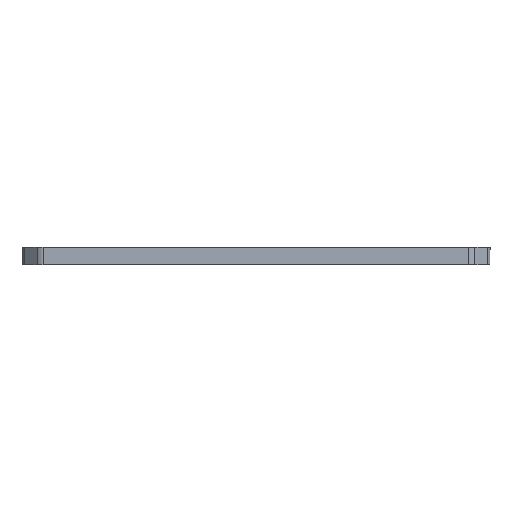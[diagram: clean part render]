
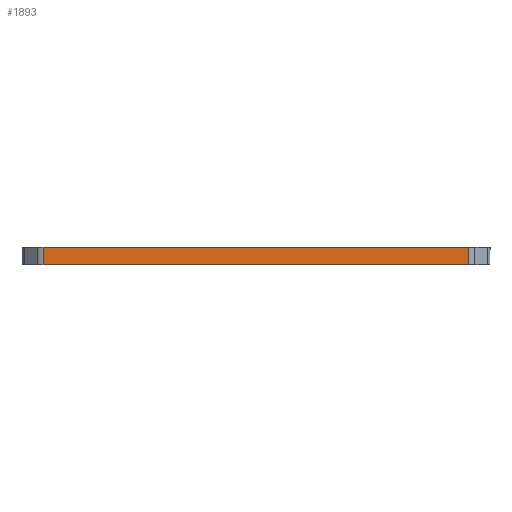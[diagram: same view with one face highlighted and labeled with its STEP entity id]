
A CAD part, left-side view. The second image highlights one B-rep face of the part: STEP entity #1893.
In plain terms, the highlighted planar face has unit normal (-1, 0, 0).
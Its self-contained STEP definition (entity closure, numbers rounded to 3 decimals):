
#54 = FACE_OUTER_BOUND ( 'NONE', #1398, .T. ) ;
#255 = CARTESIAN_POINT ( 'NONE',  ( -30.2, 20.5, -2. ) ) ;
#259 = VECTOR ( 'NONE', #1353, 1000. ) ;
#383 = LINE ( 'NONE', #255, #259 ) ;
#455 = EDGE_CURVE ( 'NONE', #901, #2442, #880, .T. ) ;
#457 = CARTESIAN_POINT ( 'NONE',  ( -30.2, -29.975, 0. ) ) ;
#531 = CARTESIAN_POINT ( 'NONE',  ( -30.2, 20.5, 0. ) ) ;
#818 = CARTESIAN_POINT ( 'NONE',  ( -30.2, 18.086, -2. ) ) ;
#842 = CARTESIAN_POINT ( 'NONE',  ( -30.2, 18.086, -2. ) ) ;
#880 = LINE ( 'NONE', #531, #3032 ) ;
#901 = VERTEX_POINT ( 'NONE', #1603 ) ;
#1111 = ORIENTED_EDGE ( 'NONE', *, *, #2606, .T. ) ;
#1353 = DIRECTION ( 'NONE',  ( 0., -1., 0. ) ) ;
#1398 = EDGE_LOOP ( 'NONE', ( #2431, #1111, #2394, #3539 ) ) ;
#1603 = CARTESIAN_POINT ( 'NONE',  ( -30.2, 18.086, 0. ) ) ;
#1885 = DIRECTION ( 'NONE',  ( 0., -1., 0. ) ) ;
#1893 = ADVANCED_FACE ( 'NONE', ( #54 ), #2464, .T. ) ;
#2009 = CARTESIAN_POINT ( 'NONE',  ( -30.2, -29.975, -2. ) ) ;
#2166 = CARTESIAN_POINT ( 'NONE',  ( -30.2, 20.5, -2. ) ) ;
#2364 = LINE ( 'NONE', #818, #2495 ) ;
#2386 = CARTESIAN_POINT ( 'NONE',  ( -30.2, -29.975, 0. ) ) ;
#2394 = ORIENTED_EDGE ( 'NONE', *, *, #2581, .T. ) ;
#2431 = ORIENTED_EDGE ( 'NONE', *, *, #455, .F. ) ;
#2442 = VERTEX_POINT ( 'NONE', #457 ) ;
#2464 = PLANE ( 'NONE',  #2938 ) ;
#2495 = VECTOR ( 'NONE', #3175, 1000. ) ;
#2572 = VERTEX_POINT ( 'NONE', #2009 ) ;
#2581 = EDGE_CURVE ( 'NONE', #3291, #2572, #383, .T. ) ;
#2592 = DIRECTION ( 'NONE',  ( 0., -1., 0. ) ) ;
#2606 = EDGE_CURVE ( 'NONE', #901, #3291, #2364, .T. ) ;
#2707 = DIRECTION ( 'NONE',  ( 0., 0., 1. ) ) ;
#2938 = AXIS2_PLACEMENT_3D ( 'NONE', #2166, #3353, #1885 ) ;
#3032 = VECTOR ( 'NONE', #2592, 1000. ) ;
#3175 = DIRECTION ( 'NONE',  ( 0., 0., -1. ) ) ;
#3291 = VERTEX_POINT ( 'NONE', #842 ) ;
#3325 = LINE ( 'NONE', #2386, #3472 ) ;
#3353 = DIRECTION ( 'NONE',  ( -1., 0., 0. ) ) ;
#3414 = EDGE_CURVE ( 'NONE', #2572, #2442, #3325, .T. ) ;
#3472 = VECTOR ( 'NONE', #2707, 1000. ) ;
#3539 = ORIENTED_EDGE ( 'NONE', *, *, #3414, .T. ) ;
